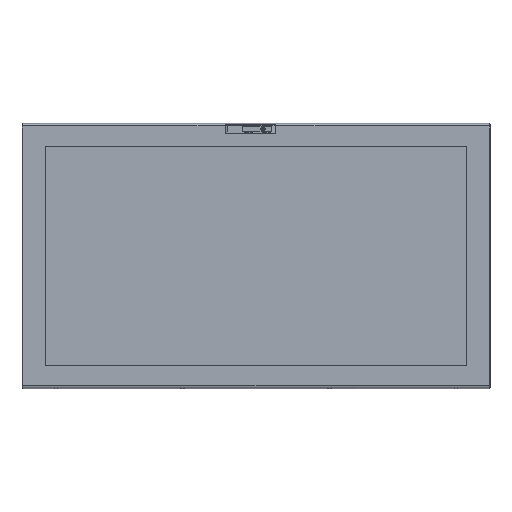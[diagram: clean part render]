
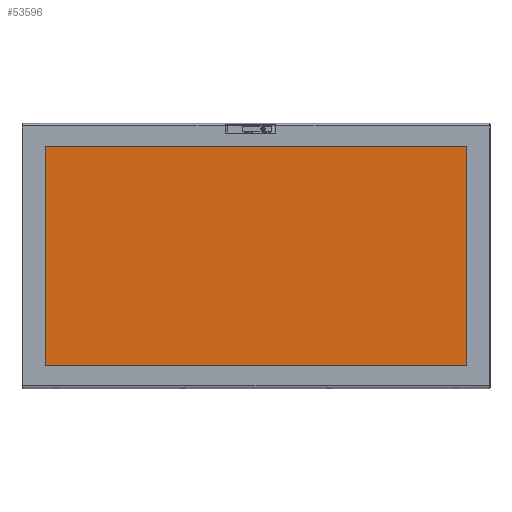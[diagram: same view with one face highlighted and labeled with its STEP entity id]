
A CAD part, top view. The second image highlights one B-rep face of the part: STEP entity #53596.
In plain terms, the highlighted planar face has unit normal (0, 0, 1).
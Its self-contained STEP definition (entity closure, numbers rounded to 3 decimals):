
#1442 = DIRECTION ( 'NONE',  ( 1., 0., 0. ) ) ;
#1445 = DIRECTION ( 'NONE',  ( 0., 0., 1. ) ) ;
#1460 = PLANE ( 'NONE',  #36533 ) ;
#1487 = CARTESIAN_POINT ( 'NONE',  ( -810., -430., 4. ) ) ;
#9601 = CARTESIAN_POINT ( 'NONE',  ( 810., -430., 4. ) ) ;
#9832 = CARTESIAN_POINT ( 'NONE',  ( 810., 430., 4. ) ) ;
#9922 = CARTESIAN_POINT ( 'NONE',  ( -810., 430., 4. ) ) ;
#10147 = CARTESIAN_POINT ( 'NONE',  ( -810., -430., 4. ) ) ;
#11689 = FACE_OUTER_BOUND ( 'NONE', #24332, .T. ) ;
#16433 = EDGE_CURVE ( 'NONE', #29969, #29940, #35738, .T. ) ;
#16463 = EDGE_CURVE ( 'NONE', #29940, #29873, #35703, .T. ) ;
#16466 = EDGE_CURVE ( 'NONE', #29873, #30029, #35700, .T. ) ;
#16474 = EDGE_CURVE ( 'NONE', #30029, #29969, #35693, .T. ) ;
#19007 = DIRECTION ( 'NONE',  ( 0., 1., 0. ) ) ;
#19036 = CARTESIAN_POINT ( 'NONE',  ( 810., 430., 4. ) ) ;
#19052 = DIRECTION ( 'NONE',  ( 1., 0., 0. ) ) ;
#19094 = DIRECTION ( 'NONE',  ( 0., -1., 0. ) ) ;
#19112 = CARTESIAN_POINT ( 'NONE',  ( -810., -430., 4. ) ) ;
#19171 = CARTESIAN_POINT ( 'NONE',  ( -810., 430., 4. ) ) ;
#19333 = DIRECTION ( 'NONE',  ( -1., 0., 0. ) ) ;
#19347 = CARTESIAN_POINT ( 'NONE',  ( -810., 430., 4. ) ) ;
#24332 = EDGE_LOOP ( 'NONE', ( #51628, #51629, #51630, #51631 ) ) ;
#29873 = VERTEX_POINT ( 'NONE', #10147 ) ;
#29940 = VERTEX_POINT ( 'NONE', #9922 ) ;
#29969 = VERTEX_POINT ( 'NONE', #9832 ) ;
#30029 = VERTEX_POINT ( 'NONE', #9601 ) ;
#35693 = LINE ( 'NONE', #19036, #35727 ) ;
#35700 = LINE ( 'NONE', #19112, #35714 ) ;
#35701 = VECTOR ( 'NONE', #19094, 1000. ) ;
#35703 = LINE ( 'NONE', #19171, #35701 ) ;
#35714 = VECTOR ( 'NONE', #19052, 1000. ) ;
#35727 = VECTOR ( 'NONE', #19007, 1000. ) ;
#35728 = VECTOR ( 'NONE', #19333, 1000. ) ;
#35738 = LINE ( 'NONE', #19347, #35728 ) ;
#36533 = AXIS2_PLACEMENT_3D ( 'NONE', #1487, #1445, #1442 ) ;
#51628 = ORIENTED_EDGE ( 'NONE', *, *, #16463, .T. ) ;
#51629 = ORIENTED_EDGE ( 'NONE', *, *, #16466, .T. ) ;
#51630 = ORIENTED_EDGE ( 'NONE', *, *, #16474, .T. ) ;
#51631 = ORIENTED_EDGE ( 'NONE', *, *, #16433, .T. ) ;
#53596 = ADVANCED_FACE ( 'NONE', ( #11689 ), #1460, .T. ) ;
